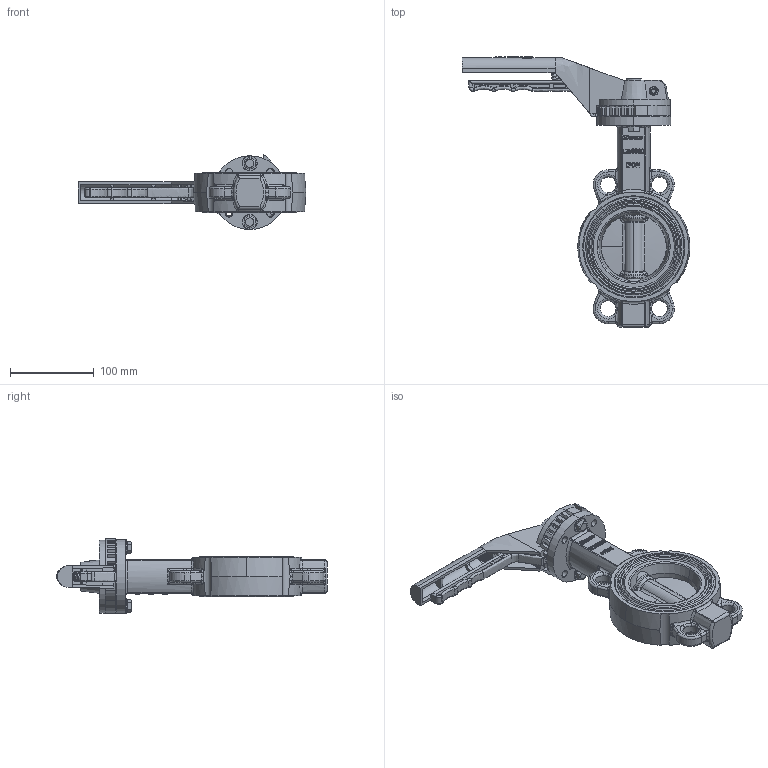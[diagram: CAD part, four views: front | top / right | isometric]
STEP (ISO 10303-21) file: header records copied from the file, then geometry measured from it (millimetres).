
FILE_DESCRIPTION (( 'STEP AP214' ), '1' );
FILE_NAME ('AK08_080.STEP', '2022-12-07T14:06:39', ( '' ), ( '' ), 'SwSTEP 2.0', 'SolidWorks 2021', '' );
FILE_SCHEMA (( 'AUTOMOTIVE_DESIGN' ));
Length unit declared in the file: metre
Products named in the file (20): M80; M6-DIN933-27_Predeterminar; ELASTOMERO80; AK08_080; JT80 SUPERIOR; JT80; TORN_EXAG_DIN_933 M8 LONG25_M8; MUELLEMPPQ_X_D1O_Predeterminar; ARAN80-100; CW80; ARM6933_Predeterminar; MANDO PALANCA DN30-100; MP DN32-100___; BRIDA 88 DN32-100 (760-1443-050-A3-B)___; GATILLO MP DN32-100___; CHAPAMP32100; TAPON; ARSEG150_Predeterminar; TM6933 M6_Predeterminar; EJE80CDO
Assembly tree (21 placements, depth 3):
  AK08_080
    CW80
    ELASTOMERO80
    M80
    EJE80CDO
    JT80
    ARAN80-100
    ARSEG150_Predeterminar
    JT80 SUPERIOR
    BRIDA 88 DN32-100 (760-1443-050-A3-B)___
    TORN_EXAG_DIN_933 M8 LONG25_M8  x2
    ARM6933_Predeterminar  x2
    MANDO PALANCA DN30-100
      MP DN32-100___
      GATILLO MP DN32-100___
      MUELLEMPPQ_X_D1O_Predeterminar
      M6-DIN933-27_Predeterminar
      TM6933 M6_Predeterminar
      CHAPAMP32100
      TAPON
Bounding box: 272 x 323 x 89.53 mm (x, y, z)
Volume: 878602.9 mm3; surface area: 267726.5 mm2
Topology: 20 solids, 20 shells, 2485 faces, 6403 edges, 4013 vertices
Faces by surface type: plane 888, bspline 582, cylinder 565, torus 252, cone 183, sphere 15
Entity records: 98043 total; most frequent: CARTESIAN_POINT 40100, ORIENTED_EDGE 12578, DIRECTION 10703, EDGE_CURVE 6289, VERTEX_POINT 3964, AXIS2_PLACEMENT_3D 3876, LINE 2951, VECTOR 2951
